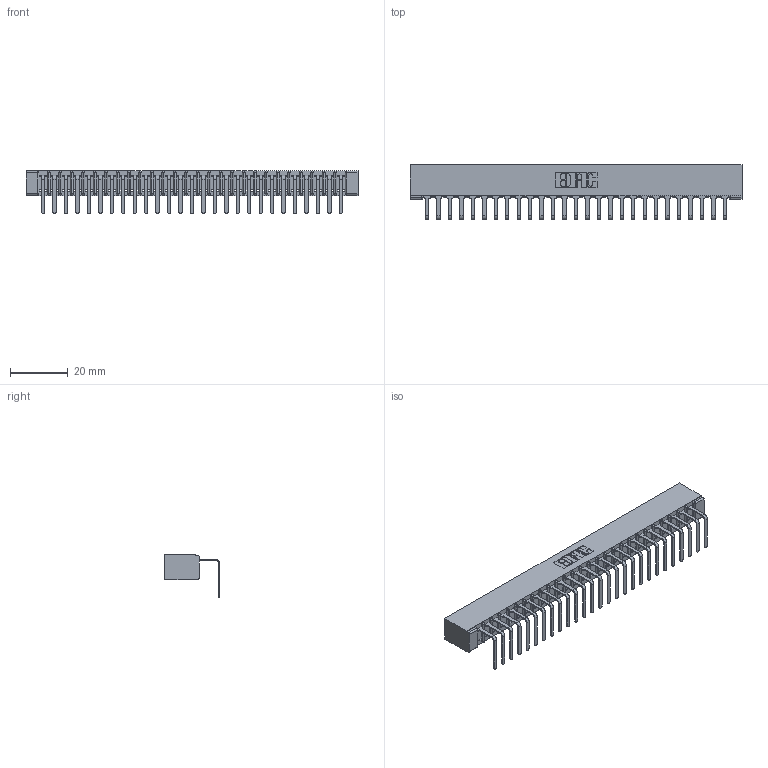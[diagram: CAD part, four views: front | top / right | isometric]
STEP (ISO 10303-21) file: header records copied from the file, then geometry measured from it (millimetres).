
FILE_DESCRIPTION (( 'STEP AP203' ), '1' );
FILE_NAME ('307-027-558-101.STEP', '2019-09-04T14:01:31', ( '' ), ( '' ), 'SwSTEP 2.0', 'SolidWorks 2016', '' );
FILE_SCHEMA (( 'CONFIG_CONTROL_DESIGN' ));
Length unit declared in the file: inch
Products named in the file (3): 307-027-558-101; 307 Part_No Mounting Lugs; 307-290-001_558 - 2 (Single)
Assembly tree (28 placements, depth 2):
  307-027-558-101
    307 Part_No Mounting Lugs
    307-290-001_558 - 2 (Single)  x27
Bounding box: 114.86 x 18.96 x 14.81 mm (x, y, z)
Volume: 7560.4 mm3; surface area: 12962.7 mm2
Topology: 28 solids, 28 shells, 1758 faces, 4997 edges, 3218 vertices
Faces by surface type: plane 1119, cylinder 583, sphere 56
Entity records: 24822 total; most frequent: CARTESIAN_POINT 4176, ORIENTED_EDGE 4162, DIRECTION 4069, EDGE_CURVE 2081, VECTOR 1591, LINE 1591, VERTEX_POINT 1346, AXIS2_PLACEMENT_3D 1239
